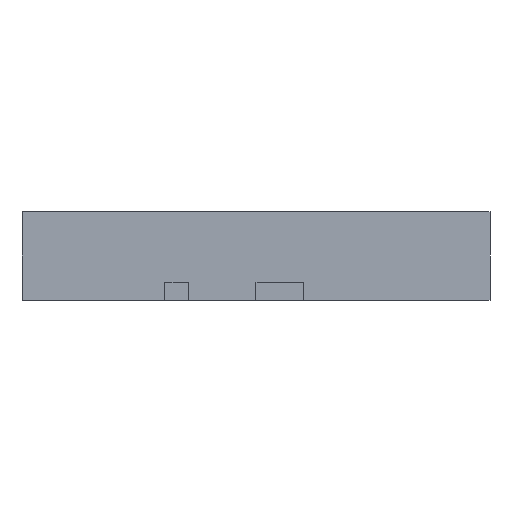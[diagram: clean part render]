
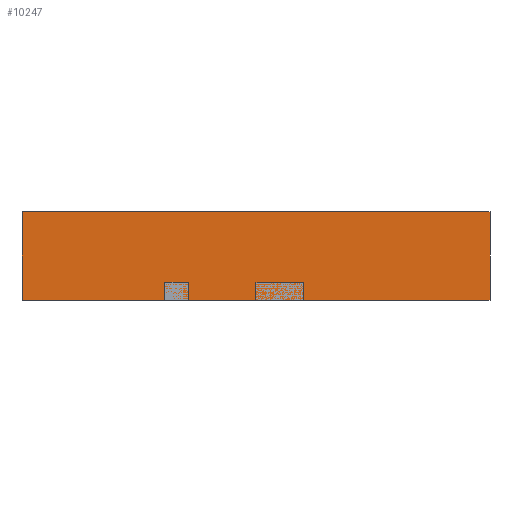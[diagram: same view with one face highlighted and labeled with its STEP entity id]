
A CAD part, left-side view. The second image highlights one B-rep face of the part: STEP entity #10247.
In plain terms, the highlighted planar face has unit normal (-1, 0, 0).
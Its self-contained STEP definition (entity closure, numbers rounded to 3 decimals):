
#45 = CARTESIAN_POINT ( 'NONE',  ( 212.487, 118.008, 0.152 ) ) ;
#536 = FACE_OUTER_BOUND ( 'NONE', #13964, .T. ) ;
#587 = CARTESIAN_POINT ( 'NONE',  ( 212.487, 118.008, 0.902 ) ) ;
#742 = VERTEX_POINT ( 'NONE', #13278 ) ;
#868 = AXIS2_PLACEMENT_3D ( 'NONE', #5911, #7243, #12568 ) ;
#1025 = EDGE_CURVE ( 'NONE', #8860, #3385, #5958, .T. ) ;
#2105 = DIRECTION ( 'NONE',  ( 0., 1., 0. ) ) ;
#3168 = PLANE ( 'NONE',  #868 ) ;
#3385 = VERTEX_POINT ( 'NONE', #587 ) ;
#3728 = DIRECTION ( 'NONE',  ( 0., 0., 1. ) ) ;
#4488 = VERTEX_POINT ( 'NONE', #4524 ) ;
#4524 = CARTESIAN_POINT ( 'NONE',  ( 212.487, 114.058, 0.902 ) ) ;
#4713 = DIRECTION ( 'NONE',  ( 0., 0., 1. ) ) ;
#5264 = EDGE_CURVE ( 'NONE', #742, #8860, #12026, .T. ) ;
#5541 = DIRECTION ( 'NONE',  ( 0., 1., 0. ) ) ;
#5911 = CARTESIAN_POINT ( 'NONE',  ( 212.487, 114.058, 0.152 ) ) ;
#5958 = LINE ( 'NONE', #13668, #13598 ) ;
#6013 = VECTOR ( 'NONE', #2105, 1000. ) ;
#7243 = DIRECTION ( 'NONE',  ( -1., 0., 0. ) ) ;
#7256 = LINE ( 'NONE', #15007, #6013 ) ;
#7301 = EDGE_CURVE ( 'NONE', #4488, #3385, #7256, .T. ) ;
#8137 = CARTESIAN_POINT ( 'NONE',  ( 212.487, 114.058, 0.152 ) ) ;
#8822 = VECTOR ( 'NONE', #3728, 1000. ) ;
#8860 = VERTEX_POINT ( 'NONE', #45 ) ;
#10247 = ADVANCED_FACE ( 'NONE', ( #536 ), #3168, .T. ) ;
#10846 = ORIENTED_EDGE ( 'NONE', *, *, #11528, .T. ) ;
#11120 = ORIENTED_EDGE ( 'NONE', *, *, #1025, .F. ) ;
#11528 = EDGE_CURVE ( 'NONE', #742, #4488, #15220, .T. ) ;
#12026 = LINE ( 'NONE', #8137, #14673 ) ;
#12568 = DIRECTION ( 'NONE',  ( 0., 0., 1. ) ) ;
#13278 = CARTESIAN_POINT ( 'NONE',  ( 212.487, 114.058, 0.152 ) ) ;
#13598 = VECTOR ( 'NONE', #4713, 1000. ) ;
#13668 = CARTESIAN_POINT ( 'NONE',  ( 212.487, 118.008, 0.152 ) ) ;
#13681 = ORIENTED_EDGE ( 'NONE', *, *, #7301, .T. ) ;
#13964 = EDGE_LOOP ( 'NONE', ( #13681, #11120, #15316, #10846 ) ) ;
#14003 = CARTESIAN_POINT ( 'NONE',  ( 212.487, 114.058, 0.152 ) ) ;
#14673 = VECTOR ( 'NONE', #5541, 1000. ) ;
#15007 = CARTESIAN_POINT ( 'NONE',  ( 212.487, 114.058, 0.902 ) ) ;
#15220 = LINE ( 'NONE', #14003, #8822 ) ;
#15316 = ORIENTED_EDGE ( 'NONE', *, *, #5264, .F. ) ;
